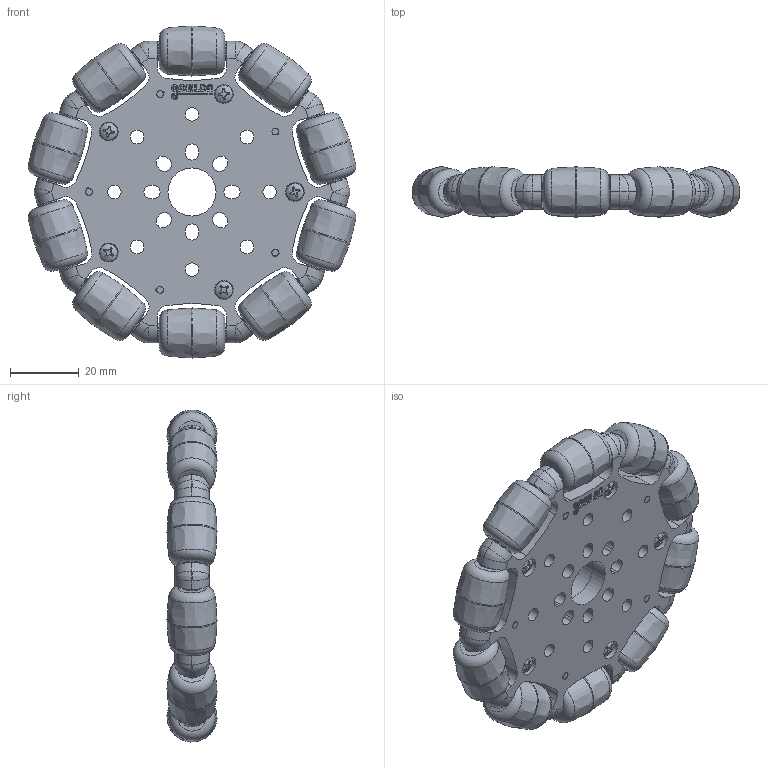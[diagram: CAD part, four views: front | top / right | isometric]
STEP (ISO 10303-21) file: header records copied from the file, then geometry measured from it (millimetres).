
FILE_DESCRIPTION( ( '' ), ' ' );
FILE_NAME( '5a2ae0235214870eedd3ee0c.step', '2017-12-08T18:55:32', ( '' ), ( '' ), ' ', ' ', ' ' );
FILE_SCHEMA( ( 'AUTOMOTIVE_DESIGN { 1 0 10303 214 1 1 1 1 }' ) );
Length unit declared in the file: metre
Products named in the file (6): Assem1; 3604-0014-0096 wheel half; 595671 omni wheel roller; 364 omni wheel screw_99461A110; 3604-0014-0096 shaft; 595671 omni wheel bushing
Assembly tree (42 placements, depth 2):
  Assem1
    3604-0014-0096 wheel half  x2
    595671 omni wheel roller  x10
    364 omni wheel screw_99461A110  x10
    3604-0014-0096 shaft  x10
    595671 omni wheel bushing  x10
Bounding box: 95.45 x 14.57 x 96.73 mm (x, y, z)
Volume: 63886.1 mm3; surface area: 44030.1 mm2
Topology: 42 solids, 42 shells, 1582 faces, 4268 edges, 2832 vertices
Faces by surface type: cylinder 634, plane 572, cone 160, torus 90, bspline 66, extrusion 50, sphere 10
Full cylindrical faces by diameter (mm): 1.981 x10, 2.819 x10, 3.175 x10, 3.302 x10, 3.962 x20, 4 x16, 5.22 x10, 5.5 x10, 5.61 x20, 14 x2
Entity records: 19120 total; most frequent: CARTESIAN_POINT 5251, ORIENTED_EDGE 2148, DIRECTION 2075, EDGE_CURVE 1074, AXIS2_PLACEMENT_3D 761, VERTEX_POINT 741, VECTOR 553, EDGE_LOOP 536
